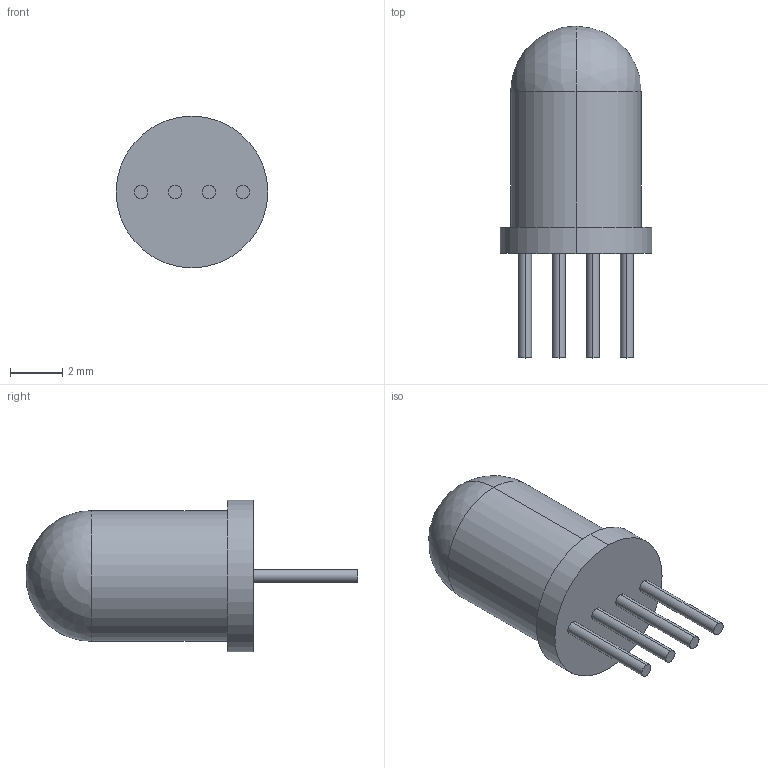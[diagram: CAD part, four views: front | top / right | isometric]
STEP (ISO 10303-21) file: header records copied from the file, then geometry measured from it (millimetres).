
FILE_DESCRIPTION (( 'STEP AP214' ), '1' );
FILE_NAME ('RGB 5 mm.STEP', '2024-05-10T10:38:30', ( '' ), ( '' ), 'SwSTEP 2.0', 'SolidWorks 2024', '' );
FILE_SCHEMA (( 'AUTOMOTIVE_DESIGN' ));
Length unit declared in the file: millimetre
Products named in the file (1): RGB 5 mm
Bounding box: 5.8 x 12.7 x 5.8 mm (x, y, z)
Volume: 164.4 mm3; surface area: 197.5 mm2
Topology: 1 solids, 1 shells, 20 faces, 42 edges, 27 vertices
Faces by surface type: cylinder 12, plane 6, sphere 2
Entity records: 631 total; most frequent: DIRECTION 106, CARTESIAN_POINT 84, ORIENTED_EDGE 76, AXIS2_PLACEMENT_3D 47, EDGE_CURVE 38, CIRCLE 26, EDGE_LOOP 25, VERTEX_POINT 25
